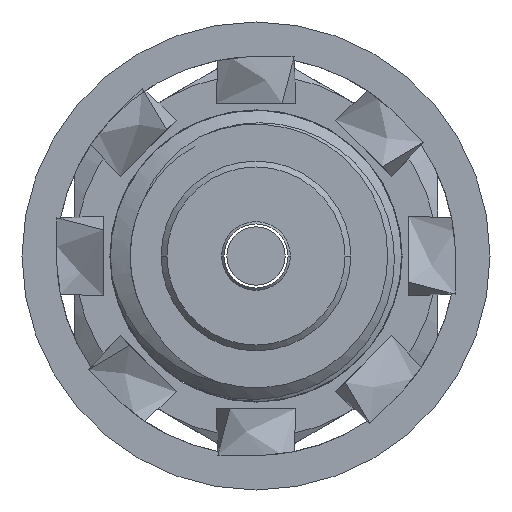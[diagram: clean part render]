
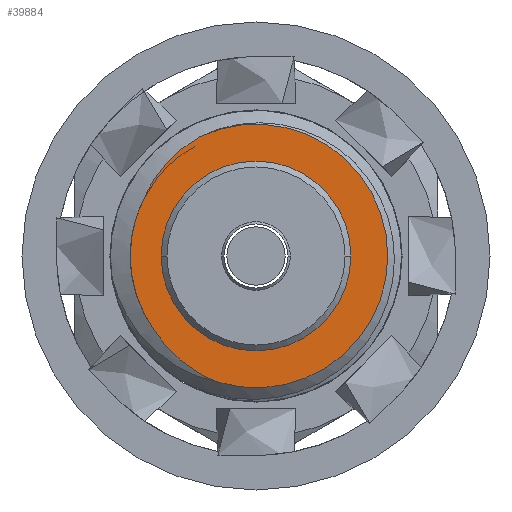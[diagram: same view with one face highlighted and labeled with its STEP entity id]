
A CAD part, left-side view. The second image highlights one B-rep face of the part: STEP entity #39884.
In plain terms, the highlighted planar face has unit normal (-1, 0, 0).
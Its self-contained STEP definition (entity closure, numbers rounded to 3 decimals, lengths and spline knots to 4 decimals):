
#209=CARTESIAN_POINT('',(0.,2.2434,-1.5809));
#1404=CARTESIAN_POINT('',(0.,2.4631,1.2105));
#6835=CARTESIAN_POINT('',(0.,0.,0.));
#6836=DIRECTION('',(-1.,0.,0.));
#6837=DIRECTION('',(0.,0.282,-0.959));
#6838=AXIS2_PLACEMENT_3D('',#6835,#6836,#6837);
#6965=CARTESIAN_POINT('',(0.,0.,0.));
#6966=DIRECTION('',(-1.,0.,0.));
#6967=DIRECTION('',(0.,-1.,0.));
#6968=AXIS2_PLACEMENT_3D('',#6965,#6966,#6967);
#6970=CARTESIAN_POINT('',(0.,0.,0.));
#6971=DIRECTION('',(-1.,0.,0.));
#6972=DIRECTION('',(0.,1.,0.));
#6973=AXIS2_PLACEMENT_3D('',#6970,#6971,#6972);
#6975=CARTESIAN_POINT('',(0.,1.2321,2.5976));
#6976=CARTESIAN_POINT('',(0.,1.2695,2.5767));
#6977=CARTESIAN_POINT('',(0.,1.3431,2.5333));
#6978=CARTESIAN_POINT('',(0.,1.4503,2.4634));
#6979=CARTESIAN_POINT('',(0.,1.5538,2.3891));
#6980=CARTESIAN_POINT('',(0.,1.6538,2.3104));
#6981=CARTESIAN_POINT('',(0.,1.7498,2.2275));
#6982=CARTESIAN_POINT('',(0.,1.8419,2.1405));
#6983=CARTESIAN_POINT('',(0.,1.9297,2.0498));
#6984=CARTESIAN_POINT('',(0.,2.0132,1.9553));
#6985=CARTESIAN_POINT('',(0.,2.0922,1.8575));
#6986=CARTESIAN_POINT('',(0.,2.1665,1.7565));
#6987=CARTESIAN_POINT('',(0.,2.236,1.6524));
#6988=CARTESIAN_POINT('',(0.,2.3007,1.5456));
#6989=CARTESIAN_POINT('',(0.,2.3602,1.4362));
#6990=CARTESIAN_POINT('',(0.,2.4147,1.3245));
#6991=CARTESIAN_POINT('',(0.,2.4475,1.2487));
#6992=CARTESIAN_POINT('',(0.,2.4631,1.2105));
#6994=CARTESIAN_POINT('',(0.,2.2434,-1.5809));
#6995=CARTESIAN_POINT('',(0.,2.2221,-1.6162));
#6996=CARTESIAN_POINT('',(0.,2.1778,-1.686));
#6997=CARTESIAN_POINT('',(0.,2.1065,-1.7877));
#6998=CARTESIAN_POINT('',(0.,2.0306,-1.8864));
#6999=CARTESIAN_POINT('',(0.,1.9501,-1.9818));
#7000=CARTESIAN_POINT('',(0.,1.8652,-2.0737));
#7001=CARTESIAN_POINT('',(0.,1.7759,-2.1619));
#7002=CARTESIAN_POINT('',(0.,1.6825,-2.2463));
#7003=CARTESIAN_POINT('',(0.,1.5853,-2.3264));
#7004=CARTESIAN_POINT('',(0.,1.4843,-2.4024));
#7005=CARTESIAN_POINT('',(0.,1.3796,-2.4739));
#7006=CARTESIAN_POINT('',(0.,1.2718,-2.5407));
#7007=CARTESIAN_POINT('',(0.,1.1608,-2.6028));
#7008=CARTESIAN_POINT('',(0.,1.0467,-2.6601));
#7009=CARTESIAN_POINT('',(0.,0.9301,-2.7122));
#7010=CARTESIAN_POINT('',(0.,0.8507,-2.7436));
#7011=CARTESIAN_POINT('',(0.,0.8106,-2.7584));
#7013=CARTESIAN_POINT('',(0.,2.4631,1.2105));
#7014=CARTESIAN_POINT('',(0.,2.4811,1.1739));
#7015=CARTESIAN_POINT('',(0.,2.5154,1.0999));
#7016=CARTESIAN_POINT('',(0.,2.562,0.9866));
#7017=CARTESIAN_POINT('',(0.,2.6034,0.8715));
#7018=CARTESIAN_POINT('',(0.,2.6397,0.7545));
#7019=CARTESIAN_POINT('',(0.,2.6707,0.6361));
#7020=CARTESIAN_POINT('',(0.,2.6964,0.5162));
#7021=CARTESIAN_POINT('',(0.,2.7168,0.3954));
#7022=CARTESIAN_POINT('',(0.,2.7317,0.2739));
#7023=CARTESIAN_POINT('',(0.,2.7412,0.1518));
#7024=CARTESIAN_POINT('',(0.,2.7452,0.0292));
#7025=CARTESIAN_POINT('',(0.,2.7438,-0.0931));
#7026=CARTESIAN_POINT('',(0.,2.7369,-0.2154));
#7027=CARTESIAN_POINT('',(0.,2.7246,-0.3374));
#7028=CARTESIAN_POINT('',(0.,2.7068,-0.4586));
#7029=CARTESIAN_POINT('',(0.,2.6837,-0.5788));
#7030=CARTESIAN_POINT('',(0.,2.6552,-0.6979));
#7031=CARTESIAN_POINT('',(0.,2.6215,-0.8155));
#7032=CARTESIAN_POINT('',(0.,2.5825,-0.9316));
#7033=CARTESIAN_POINT('',(0.,2.5384,-1.0458));
#7034=CARTESIAN_POINT('',(0.,2.4892,-1.158));
#7035=CARTESIAN_POINT('',(0.,2.4351,-1.2679));
#7036=CARTESIAN_POINT('',(0.,2.3761,-1.3752));
#7037=CARTESIAN_POINT('',(0.,2.3124,-1.4798));
#7038=CARTESIAN_POINT('',(0.,2.2669,-1.5475));
#7039=CARTESIAN_POINT('',(0.,2.2434,-1.5809));
#7207=VERTEX_POINT('',#1404);
#7208=VERTEX_POINT('',#209);
#7212=VERTEX_POINT('',#6975);
#7213=VERTEX_POINT('',#7011);
#7215=CARTESIAN_POINT('',(0.,2.04,0.));
#7216=CARTESIAN_POINT('',(0.,-2.04,0.));
#7217=VERTEX_POINT('',#7215);
#7218=VERTEX_POINT('',#7216);
#39867=CARTESIAN_POINT('',(0.,0.,0.));
#39868=DIRECTION('',(1.,0.,0.));
#39869=DIRECTION('',(0.,-1.,0.));
#39870=AXIS2_PLACEMENT_3D('',#39867,#39868,#39869);
#39871=PLANE('',#39870);
#39872=ORIENTED_EDGE('',*,*,#31047,.F.);
#39873=ORIENTED_EDGE('',*,*,#39859,.F.);
#39874=ORIENTED_EDGE('',*,*,#8973,.F.);
#39875=ORIENTED_EDGE('',*,*,#24322,.F.);
#39876=EDGE_LOOP('',(#39872,#39873,#39874,#39875));
#39877=FACE_OUTER_BOUND('',#39876,.F.);
#39879=ORIENTED_EDGE('',*,*,#39878,.T.);
#39881=ORIENTED_EDGE('',*,*,#39880,.T.);
#39882=EDGE_LOOP('',(#39879,#39881));
#39883=FACE_BOUND('',#39882,.F.);
#6839=CIRCLE('',#6838,2.875);
#6969=CIRCLE('',#6968,2.04);
#6974=CIRCLE('',#6973,2.04);
#6993=B_SPLINE_CURVE_WITH_KNOTS('',3,(#6975,#6976,#6977,#6978,#6979,#6980,#6981,
#6982,#6983,#6984,#6985,#6986,#6987,#6988,#6989,#6990,#6991,#6992),
.UNSPECIFIED.,.F.,.F.,(4,1,1,1,1,1,1,1,1,1,1,1,1,1,1,4),(0.,0.0667,
0.1333,0.2,0.2667,0.3333,0.4,
0.4667,0.5333,0.6,0.6667,0.7333,
0.8,0.8667,0.9333,1.),.UNSPECIFIED.);
#7012=B_SPLINE_CURVE_WITH_KNOTS('',3,(#6994,#6995,#6996,#6997,#6998,#6999,#7000,
#7001,#7002,#7003,#7004,#7005,#7006,#7007,#7008,#7009,#7010,#7011),
.UNSPECIFIED.,.F.,.F.,(4,1,1,1,1,1,1,1,1,1,1,1,1,1,1,4),(0.,0.0667,
0.1333,0.2,0.2667,0.3333,0.4,
0.4667,0.5333,0.6,0.6667,0.7333,
0.8,0.8667,0.9333,1.),.UNSPECIFIED.);
#7040=B_SPLINE_CURVE_WITH_KNOTS('',3,(#7013,#7014,#7015,#7016,#7017,#7018,#7019,
#7020,#7021,#7022,#7023,#7024,#7025,#7026,#7027,#7028,#7029,#7030,#7031,#7032,
#7033,#7034,#7035,#7036,#7037,#7038,#7039),.UNSPECIFIED.,.F.,.F.,(4,1,1,1,1,1,1,
1,1,1,1,1,1,1,1,1,1,1,1,1,1,1,1,1,4),(0.,0.0417,0.0833,
0.125,0.1667,0.2083,0.25,0.2917,
0.3333,0.375,0.4167,0.4583,0.5,
0.5417,0.5833,0.625,0.6667,0.7083,
0.75,0.7917,0.8333,0.875,0.9167,
0.9583,1.),.UNSPECIFIED.);
#8973=EDGE_CURVE('',#7208,#7213,#7012,.T.);
#24322=EDGE_CURVE('',#7207,#7208,#7040,.T.);
#31047=EDGE_CURVE('',#7212,#7207,#6993,.T.);
#39859=EDGE_CURVE('',#7213,#7212,#6839,.T.);
#39878=EDGE_CURVE('',#7218,#7217,#6969,.T.);
#39880=EDGE_CURVE('',#7217,#7218,#6974,.T.);
#39884=ADVANCED_FACE('',(#39877,#39883),#39871,.F.);
